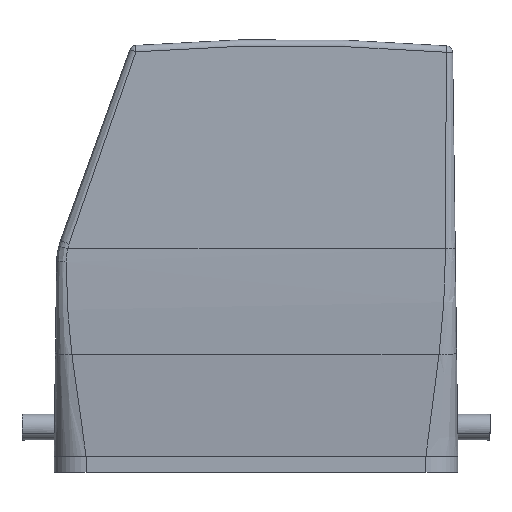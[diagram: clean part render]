
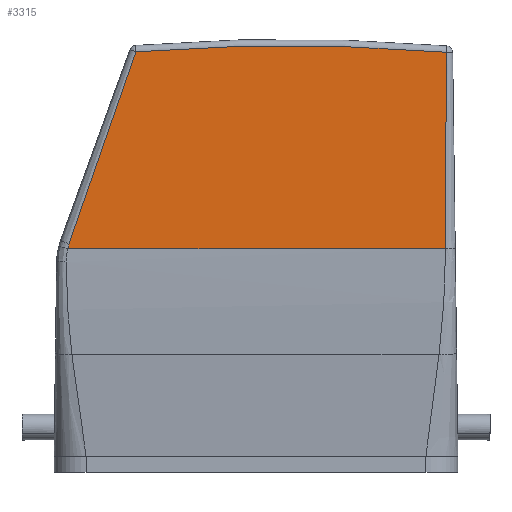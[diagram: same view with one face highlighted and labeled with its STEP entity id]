
A CAD part, left-side view. The second image highlights one B-rep face of the part: STEP entity #3315.
In plain terms, the highlighted planar face has unit normal (-1, 0, 0).
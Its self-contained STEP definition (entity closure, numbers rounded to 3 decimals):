
#3275=AXIS2_PLACEMENT_3D('Plane Axis2P3D',#3272,#3273,#3274) ;
#3305=AXIS2_PLACEMENT_3D('Circle Axis2P3D',#3303,#3304,$) ;
#2304=CARTESIAN_POINT('Vertex',(0.,6.923,34.864)) ;
#2330=CARTESIAN_POINT('Line Origine',(0.,35.892,34.864)) ;
#2334=CARTESIAN_POINT('Vertex',(0.,65.876,34.864)) ;
#2891=CARTESIAN_POINT('Vertex',(0.,6.831,65.481)) ;
#2895=CARTESIAN_POINT('Control Point',(0.,6.831,65.481)) ;
#2896=CARTESIAN_POINT('Control Point',(0.,6.823,64.301)) ;
#2897=CARTESIAN_POINT('Control Point',(0.,6.817,63.13)) ;
#2898=CARTESIAN_POINT('Control Point',(0.,6.812,61.959)) ;
#2899=CARTESIAN_POINT('Control Point',(0.,6.802,59.281)) ;
#2900=CARTESIAN_POINT('Control Point',(0.,6.799,56.603)) ;
#2901=CARTESIAN_POINT('Control Point',(0.,6.799,55.121)) ;
#2902=CARTESIAN_POINT('Control Point',(0.,6.802,52.159)) ;
#2903=CARTESIAN_POINT('Control Point',(0.,6.811,49.196)) ;
#2904=CARTESIAN_POINT('Control Point',(0.,6.817,47.715)) ;
#2905=CARTESIAN_POINT('Control Point',(0.,6.83,45.062)) ;
#2906=CARTESIAN_POINT('Control Point',(0.,6.847,42.408)) ;
#2907=CARTESIAN_POINT('Control Point',(0.,6.855,41.236)) ;
#2908=CARTESIAN_POINT('Control Point',(0.,6.869,39.478)) ;
#2909=CARTESIAN_POINT('Control Point',(0.,6.887,37.72)) ;
#2910=CARTESIAN_POINT('Control Point',(0.,6.894,37.134)) ;
#2911=CARTESIAN_POINT('Control Point',(0.,6.903,36.331)) ;
#2912=CARTESIAN_POINT('Control Point',(0.,6.914,35.528)) ;
#2913=CARTESIAN_POINT('Control Point',(0.,6.917,35.308)) ;
#2914=CARTESIAN_POINT('Control Point',(0.,6.92,35.087)) ;
#2915=CARTESIAN_POINT('Control Point',(0.,6.923,34.864)) ;
#3272=CARTESIAN_POINT('Axis2P3D Location',(0.,-2.724,-25.557)) ;
#3278=CARTESIAN_POINT('Control Point',(0.,55.208,65.559)) ;
#3279=CARTESIAN_POINT('Control Point',(0.,55.634,64.368)) ;
#3280=CARTESIAN_POINT('Control Point',(0.,56.058,63.18)) ;
#3281=CARTESIAN_POINT('Control Point',(0.,56.471,62.021)) ;
#3282=CARTESIAN_POINT('Control Point',(0.,58.573,56.106)) ;
#3283=CARTESIAN_POINT('Control Point',(0.,60.647,50.182)) ;
#3284=CARTESIAN_POINT('Control Point',(0.,62.284,45.45)) ;
#3285=CARTESIAN_POINT('Control Point',(0.,63.948,40.644)) ;
#3286=CARTESIAN_POINT('Control Point',(0.,65.587,35.828)) ;
#3287=CARTESIAN_POINT('Control Point',(0.,65.613,35.753)) ;
#3288=CARTESIAN_POINT('Control Point',(0.,65.639,35.678)) ;
#3289=CARTESIAN_POINT('Control Point',(0.,65.664,35.603)) ;
#3290=CARTESIAN_POINT('Vertex',(0.,65.664,35.603)) ;
#3292=CARTESIAN_POINT('Vertex',(0.,55.208,65.559)) ;
#3296=CARTESIAN_POINT('Control Point',(0.,65.664,35.603)) ;
#3297=CARTESIAN_POINT('Control Point',(0.,65.713,35.457)) ;
#3298=CARTESIAN_POINT('Control Point',(0.,65.759,35.31)) ;
#3299=CARTESIAN_POINT('Control Point',(0.,65.801,35.162)) ;
#3300=CARTESIAN_POINT('Control Point',(0.,65.84,35.014)) ;
#3301=CARTESIAN_POINT('Control Point',(0.,65.876,34.864)) ;
#3303=CARTESIAN_POINT('Axis2P3D Location',(0.,31.5,-232.5)) ;
#2331=DIRECTION('Vector Direction',(0.,-1.,0.)) ;
#3273=DIRECTION('Axis2P3D Direction',(-1.,0.,0.)) ;
#3274=DIRECTION('Axis2P3D XDirection',(0.,-0.17,0.985)) ;
#3304=DIRECTION('Axis2P3D Direction',(-1.,0.,0.)) ;
#2332=VECTOR('Line Direction',#2331,1.) ;
#3309=ORIENTED_EDGE('',*,*,#3294,.F.) ;
#3310=ORIENTED_EDGE('',*,*,#3302,.F.) ;
#3311=ORIENTED_EDGE('',*,*,#2336,.T.) ;
#3312=ORIENTED_EDGE('',*,*,#2916,.T.) ;
#3313=ORIENTED_EDGE('',*,*,#3307,.T.) ;
#3315=ADVANCED_FACE('Hood',(#3314),#3276,.T.) ;
#2894=B_SPLINE_CURVE_WITH_KNOTS('',5,(#2895,#2896,#2897,#2898,#2899,#2900,#2901,#2902,#2903,#2904,#2905,#2906,#2907,#2908,#2909,#2910,#2911,#2912,#2913,#2914,#2915),.UNSPECIFIED.,.F.,.U.,(6,3,3,3,3,3,6),(23.733,29.705,37.097,44.488,50.338,53.262,54.347),.UNSPECIFIED.) ;
#3277=B_SPLINE_CURVE_WITH_KNOTS('',5,(#3278,#3279,#3280,#3281,#3282,#3283,#3284,#3285,#3286,#3287,#3288,#3289),.UNSPECIFIED.,.F.,.U.,(6,3,3,6),(0.,8.984,44.352,44.914),.UNSPECIFIED.) ;
#3295=B_SPLINE_CURVE_WITH_KNOTS('',5,(#3296,#3297,#3298,#3299,#3300,#3301),.UNSPECIFIED.,.F.,.U.,(6,6),(0.,1.086),.UNSPECIFIED.) ;
#3306=CIRCLE('generated circle',#3305,299.) ;
#2336=EDGE_CURVE('',#2335,#2305,#2333,.T.) ;
#2916=EDGE_CURVE('',#2305,#2892,#2894,.F.) ;
#3294=EDGE_CURVE('',#3291,#3293,#3277,.F.) ;
#3302=EDGE_CURVE('',#2335,#3291,#3295,.F.) ;
#3307=EDGE_CURVE('',#2892,#3293,#3306,.T.) ;
#3308=EDGE_LOOP('',(#3309,#3310,#3311,#3312,#3313)) ;
#3314=FACE_OUTER_BOUND('',#3308,.T.) ;
#2333=LINE('Line',#2330,#2332) ;
#3276=PLANE('',#3275) ;
#2305=VERTEX_POINT('',#2304) ;
#2335=VERTEX_POINT('',#2334) ;
#2892=VERTEX_POINT('',#2891) ;
#3291=VERTEX_POINT('',#3290) ;
#3293=VERTEX_POINT('',#3292) ;
